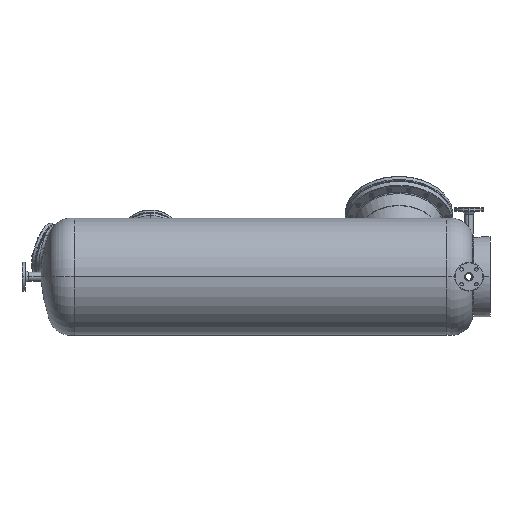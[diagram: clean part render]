
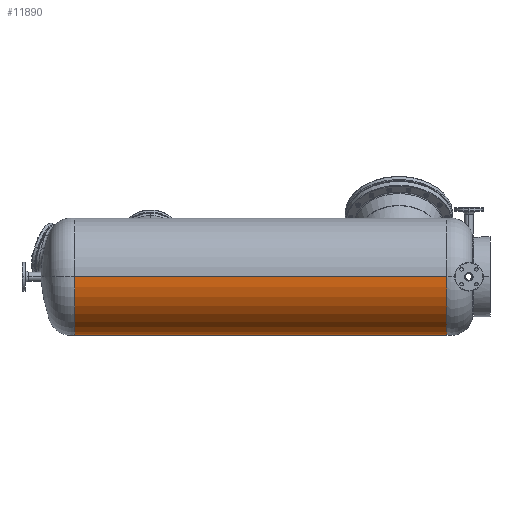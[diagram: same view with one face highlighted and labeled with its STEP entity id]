
A CAD part, left-side view. The second image highlights one B-rep face of the part: STEP entity #11890.
In plain terms, the highlighted cylindrical face has radius 306 mm (diameter 612 mm), a partial arc.
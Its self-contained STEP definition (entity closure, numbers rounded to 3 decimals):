
#55 = CARTESIAN_POINT ( 'NONE',  ( 515.051, 1985.599, -234.116 ) ) ;
#1136 = EDGE_CURVE ( 'NONE', #27179, #93790, #12934, .T. ) ;
#2303 = CARTESIAN_POINT ( 'NONE',  ( 516., 1943.881, -210.03 ) ) ;
#2884 = B_SPLINE_CURVE_WITH_KNOTS ( 'NONE', 3,
 ( #61987, #71926, #94502, #96049, #70384, #47769, #7395, #29939, #39405, #63556, #14197, #64094, #79774, #22614, #37857, #55, #6896, #7910, #54598, #70902, #39937, #77709, #94002, #78743, #62507 ),
 .UNSPECIFIED., .F., .F.,
 ( 4, 2, 1, 1, 1, 2, 2, 2, 2, 2, 1, 1, 2, 2, 4 ),
 ( 0., 0.125, 0.187, 0.219, 0.234, 0.242, 0.25, 0.5, 0.625, 0.687, 0.719, 0.734, 0.742, 0.75, 1. ),
 .UNSPECIFIED. ) ;
#4261 = CARTESIAN_POINT ( 'NONE',  ( 515.451, 1950.726, -228.393 ) ) ;
#5474 = EDGE_CURVE ( 'NONE', #27179, #53309, #49653, .T. ) ;
#5825 = CARTESIAN_POINT ( 'NONE',  ( 515.808, 1946.087, -220.874 ) ) ;
#6896 = CARTESIAN_POINT ( 'NONE',  ( 514.999, 1984.396, -234.757 ) ) ;
#7339 = VECTOR ( 'NONE', #102485, 1000. ) ;
#7395 = CARTESIAN_POINT ( 'NONE',  ( 515.84, 1997.66, -219.926 ) ) ;
#7910 = CARTESIAN_POINT ( 'NONE',  ( 514.974, 1983.785, -235.064 ) ) ;
#11562 = EDGE_CURVE ( 'NONE', #62905, #27855, #87524, .T. ) ;
#11890 = ADVANCED_FACE ( 'NONE', ( #21664 ), #87238, .T. ) ;
#12159 = DIRECTION ( 'NONE',  ( 0., 1., 0. ) ) ;
#12648 = CARTESIAN_POINT ( 'NONE',  ( 514.908, 1961.416, -235.863 ) ) ;
#12760 = ORIENTED_EDGE ( 'NONE', *, *, #5474, .T. ) ;
#12934 = LINE ( 'NONE', #72079, #49924 ) ;
#13158 = CARTESIAN_POINT ( 'NONE',  ( 515.284, 1953.319, -230.987 ) ) ;
#13688 = CARTESIAN_POINT ( 'NONE',  ( 515.789, 1946.316, -221.404 ) ) ;
#14197 = CARTESIAN_POINT ( 'NONE',  ( 515.697, 1995.953, -224.075 ) ) ;
#14734 = CARTESIAN_POINT ( 'NONE',  ( 514.895, 1961.783, -236.008 ) ) ;
#15311 = CARTESIAN_POINT ( 'NONE',  ( 516., 227.595, -210.03 ) ) ;
#17858 = ORIENTED_EDGE ( 'NONE', *, *, #43830, .T. ) ;
#21030 = CARTESIAN_POINT ( 'NONE',  ( 514.736, 1969.803, -237.816 ) ) ;
#21454 = DIRECTION ( 'NONE',  ( 1., 0., 0. ) ) ;
#21568 = CARTESIAN_POINT ( 'NONE',  ( 515.736, 1946.96, -222.75 ) ) ;
#21664 = FACE_OUTER_BOUND ( 'NONE', #78704, .T. ) ;
#22121 = CARTESIAN_POINT ( 'NONE',  ( 516., 1943.91, -213.791 ) ) ;
#22217 = CARTESIAN_POINT ( 'NONE',  ( -96., 227.595, -210.03 ) ) ;
#22614 = CARTESIAN_POINT ( 'NONE',  ( 515.201, 1988.631, -232.145 ) ) ;
#23831 = AXIS2_PLACEMENT_3D ( 'NONE', #30851, #94905, #21454 ) ;
#27179 = VERTEX_POINT ( 'NONE', #15311 ) ;
#27855 = VERTEX_POINT ( 'NONE', #74692 ) ;
#29936 = CARTESIAN_POINT ( 'NONE',  ( 515.931, 1944.615, -217.335 ) ) ;
#29939 = CARTESIAN_POINT ( 'NONE',  ( 515.83, 1997.536, -220.243 ) ) ;
#30851 = CARTESIAN_POINT ( 'NONE',  ( 210., 2175.767, -210.03 ) ) ;
#33822 = EDGE_CURVE ( 'NONE', #73359, #62905, #81665, .T. ) ;
#34340 = CARTESIAN_POINT ( 'NONE',  ( 516., 1999.481, -210.03 ) ) ;
#34517 = AXIS2_PLACEMENT_3D ( 'NONE', #81996, #12159, #44147 ) ;
#34950 = DIRECTION ( 'NONE',  ( 0., 1., 0. ) ) ;
#35686 = CARTESIAN_POINT ( 'NONE',  ( 514.735, 1971.681, -237.83 ) ) ;
#36284 = CARTESIAN_POINT ( 'NONE',  ( 515.813, 1946.019, -220.713 ) ) ;
#36819 = CARTESIAN_POINT ( 'NONE',  ( 514.913, 1961.26, -235.8 ) ) ;
#37339 = CARTESIAN_POINT ( 'NONE',  ( 514.98, 1959.34, -235.004 ) ) ;
#37857 = CARTESIAN_POINT ( 'NONE',  ( 515.087, 1986.376, -233.651 ) ) ;
#38452 = DIRECTION ( 'NONE',  ( 1., 0., 0. ) ) ;
#39405 = CARTESIAN_POINT ( 'NONE',  ( 515.822, 1997.451, -220.454 ) ) ;
#39937 = CARTESIAN_POINT ( 'NONE',  ( 514.928, 1982.528, -235.625 ) ) ;
#42825 = CARTESIAN_POINT ( 'NONE',  ( 516., 1999.481, -210.03 ) ) ;
#43830 = EDGE_CURVE ( 'NONE', #53309, #27855, #63663, .T. ) ;
#44147 = DIRECTION ( 'NONE',  ( 1., 0., 0. ) ) ;
#44626 = CARTESIAN_POINT ( 'NONE',  ( 515.05, 1957.731, -234.147 ) ) ;
#45156 = CARTESIAN_POINT ( 'NONE',  ( 515.647, 1948.069, -224.735 ) ) ;
#45682 = CARTESIAN_POINT ( 'NONE',  ( 515.802, 1946.155, -221.034 ) ) ;
#46729 = CARTESIAN_POINT ( 'NONE',  ( 514.918, 1961.105, -235.737 ) ) ;
#46967 = ORIENTED_EDGE ( 'NONE', *, *, #100135, .T. ) ;
#47769 = CARTESIAN_POINT ( 'NONE',  ( 515.864, 1997.937, -219.182 ) ) ;
#47855 = DIRECTION ( 'NONE',  ( 0., -1., 0. ) ) ;
#49490 = EDGE_CURVE ( 'NONE', #74307, #93790, #85509, .T. ) ;
#49653 = CIRCLE ( 'NONE', #34517, 306. ) ;
#49924 = VECTOR ( 'NONE', #56349, 1000. ) ;
#52526 = CARTESIAN_POINT ( 'NONE',  ( 514.8, 1965.32, -237.104 ) ) ;
#53027 = CARTESIAN_POINT ( 'NONE',  ( 514.735, 1971.681, -237.83 ) ) ;
#53309 = VERTEX_POINT ( 'NONE', #68294 ) ;
#54076 = CARTESIAN_POINT ( 'NONE',  ( 516., 1943.881, -210.03 ) ) ;
#54595 = CARTESIAN_POINT ( 'NONE',  ( 514.854, 1963.159, -236.494 ) ) ;
#54598 = CARTESIAN_POINT ( 'NONE',  ( 514.947, 1983.056, -235.397 ) ) ;
#56349 = DIRECTION ( 'NONE',  ( 0., 1., 0. ) ) ;
#58974 = AXIS2_PLACEMENT_3D ( 'NONE', #62587, #47855, #38452 ) ;
#60937 = CARTESIAN_POINT ( 'NONE',  ( 515.202, 1954.722, -232.139 ) ) ;
#61458 = CARTESIAN_POINT ( 'NONE',  ( 514.819, 1964.448, -236.885 ) ) ;
#61987 = CARTESIAN_POINT ( 'NONE',  ( 516., 1999.481, -210.03 ) ) ;
#62507 = CARTESIAN_POINT ( 'NONE',  ( 514.735, 1971.681, -237.83 ) ) ;
#62587 = CARTESIAN_POINT ( 'NONE',  ( 210., 58.681, -210.03 ) ) ;
#62905 = VERTEX_POINT ( 'NONE', #63713 ) ;
#63556 = CARTESIAN_POINT ( 'NONE',  ( 515.819, 1997.409, -220.558 ) ) ;
#63663 = LINE ( 'NONE', #22217, #7339 ) ;
#63713 = CARTESIAN_POINT ( 'NONE',  ( 516., 2175.767, -210.03 ) ) ;
#64094 = CARTESIAN_POINT ( 'NONE',  ( 515.536, 1993.945, -227.081 ) ) ;
#68294 = CARTESIAN_POINT ( 'NONE',  ( -96., 227.595, -210.03 ) ) ;
#69315 = CARTESIAN_POINT ( 'NONE',  ( 514.917, 1961.156, -235.758 ) ) ;
#70384 = CARTESIAN_POINT ( 'NONE',  ( 515.906, 1998.434, -217.679 ) ) ;
#70902 = CARTESIAN_POINT ( 'NONE',  ( 514.935, 1982.74, -235.534 ) ) ;
#71926 = CARTESIAN_POINT ( 'NONE',  ( 516., 1999.473, -211.891 ) ) ;
#71978 = ORIENTED_EDGE ( 'NONE', *, *, #11562, .F. ) ;
#72079 = CARTESIAN_POINT ( 'NONE',  ( 516., 227.595, -210.03 ) ) ;
#73359 = VERTEX_POINT ( 'NONE', #34340 ) ;
#74307 = VERTEX_POINT ( 'NONE', #35686 ) ;
#74692 = CARTESIAN_POINT ( 'NONE',  ( -96., 2175.767, -210.03 ) ) ;
#75127 = ORIENTED_EDGE ( 'NONE', *, *, #49490, .T. ) ;
#77709 = CARTESIAN_POINT ( 'NONE',  ( 514.924, 1982.421, -235.67 ) ) ;
#78704 = EDGE_LOOP ( 'NONE', ( #75127, #83729, #12760, #17858, #71978, #91639, #46967 ) ) ;
#78743 = CARTESIAN_POINT ( 'NONE',  ( 514.736, 1975.403, -237.813 ) ) ;
#79774 = CARTESIAN_POINT ( 'NONE',  ( 515.284, 1990.035, -230.991 ) ) ;
#81665 = LINE ( 'NONE', #42825, #91100 ) ;
#81996 = CARTESIAN_POINT ( 'NONE',  ( 210., 227.595, -210.03 ) ) ;
#83729 = ORIENTED_EDGE ( 'NONE', *, *, #1136, .F. ) ;
#84537 = CARTESIAN_POINT ( 'NONE',  ( 514.872, 1962.52, -236.282 ) ) ;
#85509 = B_SPLINE_CURVE_WITH_KNOTS ( 'NONE', 3,
 ( #53027, #21030, #102378, #52526, #61458, #54595, #84537, #14734, #12648, #36819, #69315, #46729, #37339, #44626, #60937, #13158, #4261, #101333, #45156, #93463, #21568, #85600, #13688, #45682, #5825, #101866, #36284, #29936, #22121, #54076 ),
 .UNSPECIFIED., .F., .F.,
 ( 4, 2, 2, 1, 1, 1, 2, 2, 2, 2, 2, 2, 1, 1, 1, 2, 2, 4 ),
 ( 0., 0.125, 0.188, 0.219, 0.234, 0.242, 0.246, 0.25, 0.375, 0.5, 0.625, 0.688, 0.719, 0.734, 0.742, 0.746, 0.75, 1. ),
 .UNSPECIFIED. ) ;
#85600 = CARTESIAN_POINT ( 'NONE',  ( 515.761, 1946.652, -222.137 ) ) ;
#87238 = CYLINDRICAL_SURFACE ( 'NONE', #58974, 306. ) ;
#87524 = CIRCLE ( 'NONE', #23831, 306. ) ;
#91100 = VECTOR ( 'NONE', #34950, 1000. ) ;
#91639 = ORIENTED_EDGE ( 'NONE', *, *, #33822, .F. ) ;
#93463 = CARTESIAN_POINT ( 'NONE',  ( 515.684, 1947.603, -223.957 ) ) ;
#93790 = VERTEX_POINT ( 'NONE', #2303 ) ;
#94002 = CARTESIAN_POINT ( 'NONE',  ( 514.803, 1978.948, -237.108 ) ) ;
#94502 = CARTESIAN_POINT ( 'NONE',  ( 515.983, 1999.292, -213.708 ) ) ;
#94905 = DIRECTION ( 'NONE',  ( 0., 1., 0. ) ) ;
#96049 = CARTESIAN_POINT ( 'NONE',  ( 515.936, 1998.763, -216.367 ) ) ;
#100135 = EDGE_CURVE ( 'NONE', #73359, #74307, #2884, .T. ) ;
#101333 = CARTESIAN_POINT ( 'NONE',  ( 515.533, 1949.575, -226.993 ) ) ;
#101866 = CARTESIAN_POINT ( 'NONE',  ( 515.812, 1946.042, -220.768 ) ) ;
#102378 = CARTESIAN_POINT ( 'NONE',  ( 514.753, 1967.978, -237.632 ) ) ;
#102485 = DIRECTION ( 'NONE',  ( 0., 1., 0. ) ) ;
